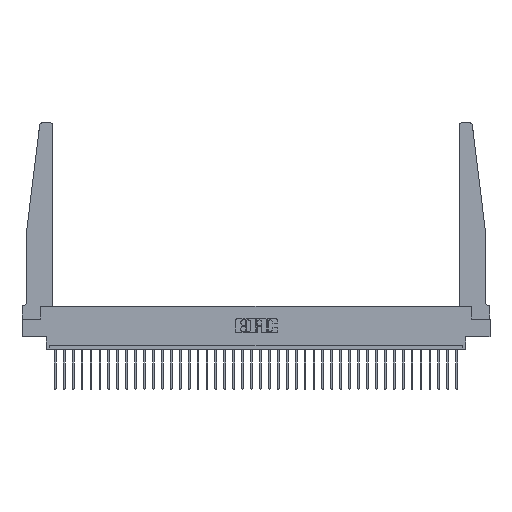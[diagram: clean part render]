
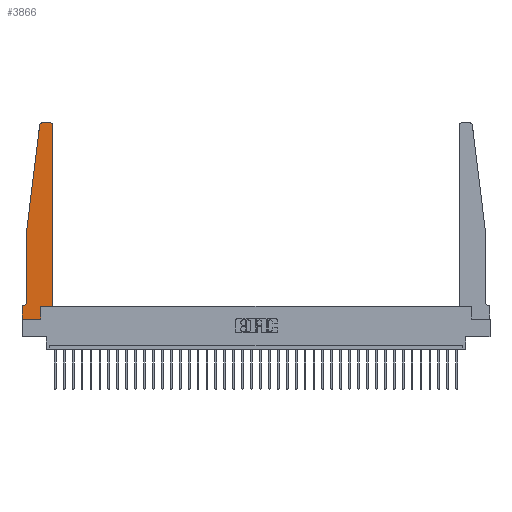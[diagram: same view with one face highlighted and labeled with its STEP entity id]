
A CAD part, top view. The second image highlights one B-rep face of the part: STEP entity #3866.
In plain terms, the highlighted planar face has unit normal (0, 0, 1).
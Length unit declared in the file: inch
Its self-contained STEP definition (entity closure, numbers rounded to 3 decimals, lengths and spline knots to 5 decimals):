
#132 = LINE ( 'NONE', #32255, #30385 ) ;
#1045 = ORIENTED_EDGE ( 'NONE', *, *, #32432, .T. ) ;
#1145 = ORIENTED_EDGE ( 'NONE', *, *, #10298, .T. ) ;
#1165 = VECTOR ( 'NONE', #25103, 39.37008 ) ;
#1701 = VECTOR ( 'NONE', #9231, 39.37008 ) ;
#1725 = EDGE_LOOP ( 'NONE', ( #22758, #7488, #25304, #1145, #6978, #1045, #12947, #4225, #2086, #5912, #4259, #10696 ) ) ;
#2031 = VERTEX_POINT ( 'NONE', #25093 ) ;
#2086 = ORIENTED_EDGE ( 'NONE', *, *, #20413, .T. ) ;
#2910 = CARTESIAN_POINT ( 'NONE',  ( 0., 0., 0.37 ) ) ;
#3035 = DIRECTION ( 'NONE',  ( 0., 1., 0. ) ) ;
#3087 = CARTESIAN_POINT ( 'NONE',  ( 0.27653, 2.75, 0.37 ) ) ;
#3866 = ADVANCED_FACE ( 'NONE', ( #13219 ), #32709, .T. ) ;
#4011 = CARTESIAN_POINT ( 'NONE',  ( 0.2605, 0., 0.37 ) ) ;
#4072 = LINE ( 'NONE', #27144, #8471 ) ;
#4225 = ORIENTED_EDGE ( 'NONE', *, *, #8916, .T. ) ;
#4229 = VERTEX_POINT ( 'NONE', #4421 ) ;
#4258 = DIRECTION ( 'NONE',  ( -1., 0., 0. ) ) ;
#4259 = ORIENTED_EDGE ( 'NONE', *, *, #19196, .T. ) ;
#4421 = CARTESIAN_POINT ( 'NONE',  ( 0.425, 0.18, 0.37 ) ) ;
#5467 = AXIS2_PLACEMENT_3D ( 'NONE', #26383, #21622, #6397 ) ;
#5605 = CARTESIAN_POINT ( 'NONE',  ( 0.425, 0.18, 0.37 ) ) ;
#5912 = ORIENTED_EDGE ( 'NONE', *, *, #22154, .T. ) ;
#6208 = CARTESIAN_POINT ( 'NONE',  ( 0.395, 2.72, 0.37 ) ) ;
#6397 = DIRECTION ( 'NONE',  ( 1., 0., 0. ) ) ;
#6416 = EDGE_CURVE ( 'NONE', #12791, #13958, #30281, .T. ) ;
#6830 = CARTESIAN_POINT ( 'NONE',  ( 0.395, 2.75, 0.37 ) ) ;
#6978 = ORIENTED_EDGE ( 'NONE', *, *, #18679, .T. ) ;
#7488 = ORIENTED_EDGE ( 'NONE', *, *, #16589, .T. ) ;
#8037 = CARTESIAN_POINT ( 'NONE',  ( 0.2605, 0.18, 0.37 ) ) ;
#8471 = VECTOR ( 'NONE', #4258, 39.37008 ) ;
#8714 = CARTESIAN_POINT ( 'NONE',  ( 0.015, 0.2375, 0.37 ) ) ;
#8916 = EDGE_CURVE ( 'NONE', #13958, #24869, #23753, .T. ) ;
#9170 = CARTESIAN_POINT ( 'NONE',  ( 0.065, 0.2375, 0.37 ) ) ;
#9231 = DIRECTION ( 'NONE',  ( -1., 0., 0. ) ) ;
#9396 = CARTESIAN_POINT ( 'NONE',  ( 0.425, 2.72, 0.37 ) ) ;
#9613 = VECTOR ( 'NONE', #29288, 39.37008 ) ;
#10164 = LINE ( 'NONE', #8037, #31605 ) ;
#10298 = EDGE_CURVE ( 'NONE', #21162, #10530, #132, .T. ) ;
#10351 = DIRECTION ( 'NONE',  ( 0., 1., 0. ) ) ;
#10530 = VERTEX_POINT ( 'NONE', #9170 ) ;
#10696 = ORIENTED_EDGE ( 'NONE', *, *, #15353, .T. ) ;
#12238 = DIRECTION ( 'NONE',  ( 0., 0., 1. ) ) ;
#12791 = VERTEX_POINT ( 'NONE', #26810 ) ;
#12947 = ORIENTED_EDGE ( 'NONE', *, *, #6416, .T. ) ;
#13113 = EDGE_CURVE ( 'NONE', #22214, #21162, #25844, .T. ) ;
#13219 = FACE_OUTER_BOUND ( 'NONE', #1725, .T. ) ;
#13958 = VERTEX_POINT ( 'NONE', #23500 ) ;
#14169 = CARTESIAN_POINT ( 'NONE',  ( 0.25, 2.75, 0.37 ) ) ;
#14177 = VECTOR ( 'NONE', #3035, 39.37008 ) ;
#14185 = VERTEX_POINT ( 'NONE', #6830 ) ;
#14209 = DIRECTION ( 'NONE',  ( -1., 0., 0. ) ) ;
#14745 = CARTESIAN_POINT ( 'NONE',  ( 0.065, 1.25, 0.37 ) ) ;
#14823 = EDGE_CURVE ( 'NONE', #14185, #20340, #29576, .T. ) ;
#15353 = EDGE_CURVE ( 'NONE', #28853, #14185, #16780, .T. ) ;
#15748 = DIRECTION ( 'NONE',  ( 0., 0., -1. ) ) ;
#16589 = EDGE_CURVE ( 'NONE', #20340, #22214, #21890, .T. ) ;
#16614 = CARTESIAN_POINT ( 'NONE',  ( 0., 0., 0.37 ) ) ;
#16730 = DIRECTION ( 'NONE',  ( 1., 0., 0. ) ) ;
#16780 = CIRCLE ( 'NONE', #23987, 0.03 ) ;
#18547 = CARTESIAN_POINT ( 'NONE',  ( 0.24675, 2.72367, 0.37 ) ) ;
#18565 = VECTOR ( 'NONE', #16730, 39.37008 ) ;
#18603 = VERTEX_POINT ( 'NONE', #22716 ) ;
#18679 = EDGE_CURVE ( 'NONE', #10530, #2031, #20613, .T. ) ;
#19196 = EDGE_CURVE ( 'NONE', #4229, #28853, #30904, .T. ) ;
#20340 = VERTEX_POINT ( 'NONE', #3087 ) ;
#20413 = EDGE_CURVE ( 'NONE', #24869, #18603, #10164, .T. ) ;
#20613 = CIRCLE ( 'NONE', #26794, 0.05 ) ;
#21162 = VERTEX_POINT ( 'NONE', #23829 ) ;
#21622 = DIRECTION ( 'NONE',  ( 0., 0., 1. ) ) ;
#21765 = DIRECTION ( 'NONE',  ( 1., 0., 0. ) ) ;
#21890 = CIRCLE ( 'NONE', #5467, 0.03 ) ;
#22154 = EDGE_CURVE ( 'NONE', #18603, #4229, #25400, .T. ) ;
#22182 = DIRECTION ( 'NONE',  ( 0., -1., 0. ) ) ;
#22214 = VERTEX_POINT ( 'NONE', #18547 ) ;
#22716 = CARTESIAN_POINT ( 'NONE',  ( 0.2605, 0.18, 0.37 ) ) ;
#22758 = ORIENTED_EDGE ( 'NONE', *, *, #14823, .T. ) ;
#22849 = CARTESIAN_POINT ( 'NONE',  ( 0., 0.1875, 0.37 ) ) ;
#23500 = CARTESIAN_POINT ( 'NONE',  ( 0., 0., 0.37 ) ) ;
#23538 = AXIS2_PLACEMENT_3D ( 'NONE', #22849, #12238, #30398 ) ;
#23753 = LINE ( 'NONE', #16614, #18565 ) ;
#23829 = CARTESIAN_POINT ( 'NONE',  ( 0.065, 1.25, 0.37 ) ) ;
#23987 = AXIS2_PLACEMENT_3D ( 'NONE', #6208, #26744, #21765 ) ;
#24869 = VERTEX_POINT ( 'NONE', #4011 ) ;
#25093 = CARTESIAN_POINT ( 'NONE',  ( 0.015, 0.1875, 0.37 ) ) ;
#25103 = DIRECTION ( 'NONE',  ( -0.122, -0.992, 0. ) ) ;
#25304 = ORIENTED_EDGE ( 'NONE', *, *, #13113, .T. ) ;
#25400 = LINE ( 'NONE', #25773, #29779 ) ;
#25773 = CARTESIAN_POINT ( 'NONE',  ( 0.425, 0.18, 0.37 ) ) ;
#25844 = LINE ( 'NONE', #14745, #1165 ) ;
#26383 = CARTESIAN_POINT ( 'NONE',  ( 0.27653, 2.72, 0.37 ) ) ;
#26744 = DIRECTION ( 'NONE',  ( 0., 0., 1. ) ) ;
#26794 = AXIS2_PLACEMENT_3D ( 'NONE', #8714, #15748, #14209 ) ;
#26810 = CARTESIAN_POINT ( 'NONE',  ( 0., 0.1875, 0.37 ) ) ;
#27144 = CARTESIAN_POINT ( 'NONE',  ( 0.065, 0.1875, 0.37 ) ) ;
#28853 = VERTEX_POINT ( 'NONE', #9396 ) ;
#29288 = DIRECTION ( 'NONE',  ( 0., -1., 0. ) ) ;
#29576 = LINE ( 'NONE', #14169, #1701 ) ;
#29779 = VECTOR ( 'NONE', #31088, 39.37008 ) ;
#30281 = LINE ( 'NONE', #2910, #9613 ) ;
#30385 = VECTOR ( 'NONE', #22182, 39.37008 ) ;
#30398 = DIRECTION ( 'NONE',  ( 1., 0., 0. ) ) ;
#30904 = LINE ( 'NONE', #5605, #14177 ) ;
#31088 = DIRECTION ( 'NONE',  ( 1., 0., 0. ) ) ;
#31605 = VECTOR ( 'NONE', #10351, 39.37008 ) ;
#32255 = CARTESIAN_POINT ( 'NONE',  ( 0.065, 1.25, 0.37 ) ) ;
#32432 = EDGE_CURVE ( 'NONE', #2031, #12791, #4072, .T. ) ;
#32709 = PLANE ( 'NONE',  #23538 ) ;
